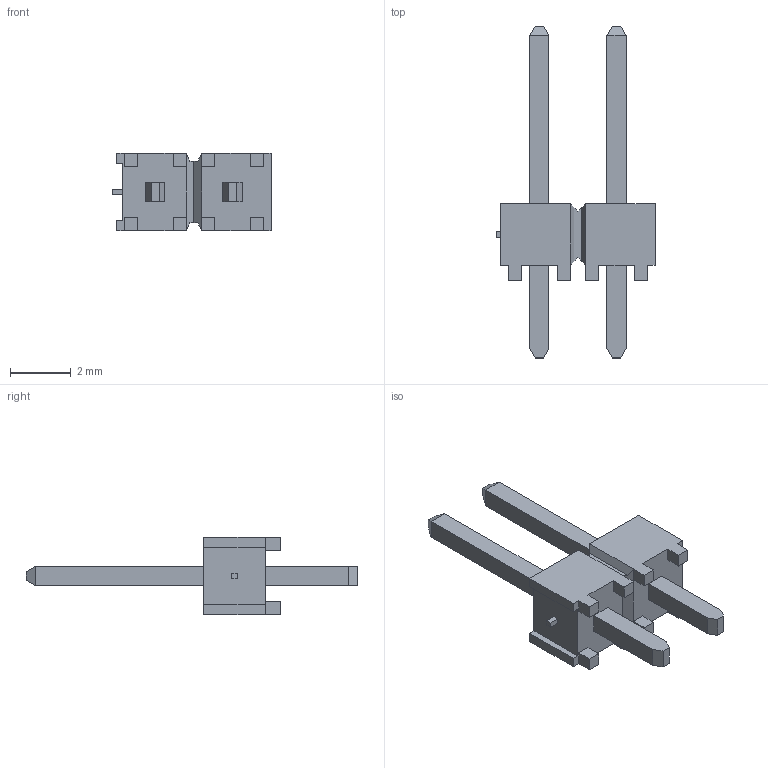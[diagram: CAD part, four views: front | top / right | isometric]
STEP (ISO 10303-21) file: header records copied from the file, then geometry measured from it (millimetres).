
FILE_DESCRIPTION(('CAx-IF Rec.Pracs.---Model Styling and Organization---1.5---2016-08-15','CAx-IF Rec.Pracs.---Geometric and Assembly Validation Properties---4.4---2016-08-17','CAx-IF Rec.Pracs.---User Defined Attributes---1.5---2016-08-15','CAx-IF Rec.Pracs.---External References---2.1---2005-01-19'),'2;1');
FILE_NAME('TSW-102-07-x-S.step','2020-08-12T18:47:10',('Unspecified'),('Unspecified'),'CAD Exchanger 3.8.1 (cadexchanger.com)','Unspecified','');
FILE_SCHEMA(('AUTOMOTIVE_DESIGN { 1 0 10303 214 1 1 1 1 }'));
Length unit declared in the file: millimetre
Products named in the file (3): TSW-102-07-T-S; _TSW-102-07-T-S_body; _T-1S6-07-TSW-1-07-2-S
Assembly tree (2 placements, depth 2):
  TSW-102-07-T-S
    _TSW-102-07-T-S_body
    _T-1S6-07-TSW-1-07-2-S
Bounding box: 5.21 x 10.92 x 2.54 mm (x, y, z)
Volume: 32.8 mm3; surface area: 134.8 mm2
Topology: 2 solids, 2 shells, 107 faces, 274 edges, 176 vertices
Faces by surface type: plane 107
Entity records: 4012 total; most frequent: CARTESIAN_POINT 559, ORIENTED_EDGE 548, DIRECTION 492, EDGE_CURVE 274, LINE 274, VECTOR 274, VERTEX_POINT 176, FACE_BOUND 116
